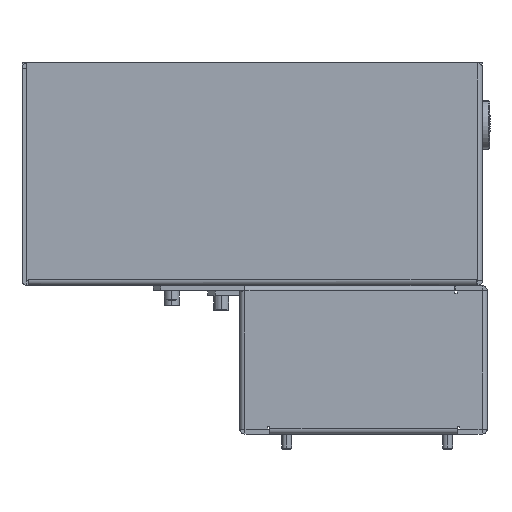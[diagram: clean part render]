
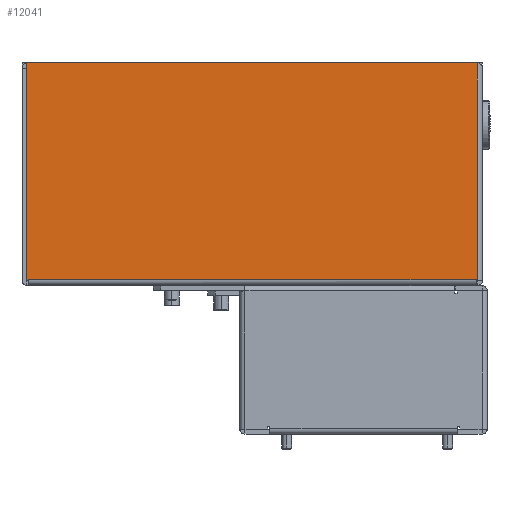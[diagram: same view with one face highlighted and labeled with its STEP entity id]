
A CAD part, left-side view. The second image highlights one B-rep face of the part: STEP entity #12041.
In plain terms, the highlighted face is planar.
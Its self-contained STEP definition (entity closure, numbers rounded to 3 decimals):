
#157 = CARTESIAN_POINT ( 'NONE',  ( 237., 0., 87.5 ) ) ;
#844 = DIRECTION ( 'NONE',  ( 0., -1., 0. ) ) ;
#970 = ORIENTED_EDGE ( 'NONE', *, *, #8219, .T. ) ;
#1863 = EDGE_CURVE ( 'NONE', #9847, #10812, #3307, .T. ) ;
#1899 = VECTOR ( 'NONE', #9635, 1000. ) ;
#1954 = EDGE_CURVE ( 'NONE', #9847, #11483, #11397, .T. ) ;
#2112 = CARTESIAN_POINT ( 'NONE',  ( 237., 0., 0. ) ) ;
#2564 = DIRECTION ( 'NONE',  ( 0., 0., -1. ) ) ;
#3081 = CARTESIAN_POINT ( 'NONE',  ( 237., 183.5, 87.5 ) ) ;
#3171 = CARTESIAN_POINT ( 'NONE',  ( 237., 2.1, 90. ) ) ;
#3307 = LINE ( 'NONE', #8708, #12740 ) ;
#3405 = CARTESIAN_POINT ( 'NONE',  ( 237., 0., 90. ) ) ;
#4599 = CARTESIAN_POINT ( 'NONE',  ( 237., 2.1, 0. ) ) ;
#4625 = ORIENTED_EDGE ( 'NONE', *, *, #5966, .T. ) ;
#4897 = ORIENTED_EDGE ( 'NONE', *, *, #6091, .F. ) ;
#5157 = VERTEX_POINT ( 'NONE', #12171 ) ;
#5195 = LINE ( 'NONE', #2112, #1899 ) ;
#5288 = VERTEX_POINT ( 'NONE', #4599 ) ;
#5337 = CARTESIAN_POINT ( 'NONE',  ( 237., 2.1, 87.9 ) ) ;
#5549 = ORIENTED_EDGE ( 'NONE', *, *, #10193, .T. ) ;
#5835 = CARTESIAN_POINT ( 'NONE',  ( 237., 2.5, 90. ) ) ;
#5966 = EDGE_CURVE ( 'NONE', #11570, #5288, #13444, .T. ) ;
#6091 = EDGE_CURVE ( 'NONE', #6772, #5157, #11550, .T. ) ;
#6148 = VECTOR ( 'NONE', #8645, 1000. ) ;
#6504 = ORIENTED_EDGE ( 'NONE', *, *, #1954, .T. ) ;
#6539 = CARTESIAN_POINT ( 'NONE',  ( 237., 2.5, 87.9 ) ) ;
#6772 = VERTEX_POINT ( 'NONE', #6539 ) ;
#7549 = VECTOR ( 'NONE', #844, 1000. ) ;
#7701 = DIRECTION ( 'NONE',  ( -1., 0., 0. ) ) ;
#8015 = ORIENTED_EDGE ( 'NONE', *, *, #1863, .F. ) ;
#8196 = EDGE_CURVE ( 'NONE', #6772, #11570, #14205, .T. ) ;
#8219 = EDGE_CURVE ( 'NONE', #11483, #5157, #11923, .T. ) ;
#8549 = VECTOR ( 'NONE', #12472, 1000. ) ;
#8645 = DIRECTION ( 'NONE',  ( 0., -1., 0. ) ) ;
#8708 = CARTESIAN_POINT ( 'NONE',  ( 237., 183.999, 90. ) ) ;
#8808 = PLANE ( 'NONE',  #10773 ) ;
#8944 = FACE_OUTER_BOUND ( 'NONE', #10654, .T. ) ;
#9635 = DIRECTION ( 'NONE',  ( 0., 1., 0. ) ) ;
#9847 = VERTEX_POINT ( 'NONE', #12334 ) ;
#9955 = CARTESIAN_POINT ( 'NONE',  ( 237., 183.5, 87.5 ) ) ;
#10193 = EDGE_CURVE ( 'NONE', #5288, #10812, #5195, .T. ) ;
#10567 = VECTOR ( 'NONE', #2564, 1000. ) ;
#10654 = EDGE_LOOP ( 'NONE', ( #6504, #970, #4897, #11916, #4625, #5549, #8015 ) ) ;
#10773 = AXIS2_PLACEMENT_3D ( 'NONE', #3405, #7701, #12142 ) ;
#10812 = VERTEX_POINT ( 'NONE', #11563 ) ;
#11047 = DIRECTION ( 'NONE',  ( 0., 0., -1. ) ) ;
#11397 = LINE ( 'NONE', #157, #8549 ) ;
#11483 = VERTEX_POINT ( 'NONE', #3081 ) ;
#11550 = LINE ( 'NONE', #5835, #10567 ) ;
#11563 = CARTESIAN_POINT ( 'NONE',  ( 237., 183.999, 0. ) ) ;
#11570 = VERTEX_POINT ( 'NONE', #5337 ) ;
#11916 = ORIENTED_EDGE ( 'NONE', *, *, #8196, .T. ) ;
#11923 = LINE ( 'NONE', #9955, #6148 ) ;
#12041 = ADVANCED_FACE ( 'NONE', ( #8944 ), #8808, .F. ) ;
#12142 = DIRECTION ( 'NONE',  ( 0., -1., 0. ) ) ;
#12171 = CARTESIAN_POINT ( 'NONE',  ( 237., 2.5, 87.5 ) ) ;
#12334 = CARTESIAN_POINT ( 'NONE',  ( 237., 183.999, 87.5 ) ) ;
#12472 = DIRECTION ( 'NONE',  ( 0., -1., 0. ) ) ;
#12648 = VECTOR ( 'NONE', #11047, 1000. ) ;
#12740 = VECTOR ( 'NONE', #14335, 1000. ) ;
#13085 = CARTESIAN_POINT ( 'NONE',  ( 237., 2.5, 87.9 ) ) ;
#13444 = LINE ( 'NONE', #3171, #12648 ) ;
#14205 = LINE ( 'NONE', #13085, #7549 ) ;
#14335 = DIRECTION ( 'NONE',  ( 0., 0., -1. ) ) ;
